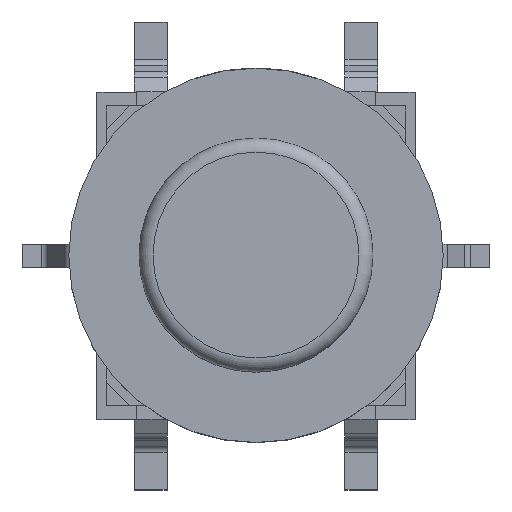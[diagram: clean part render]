
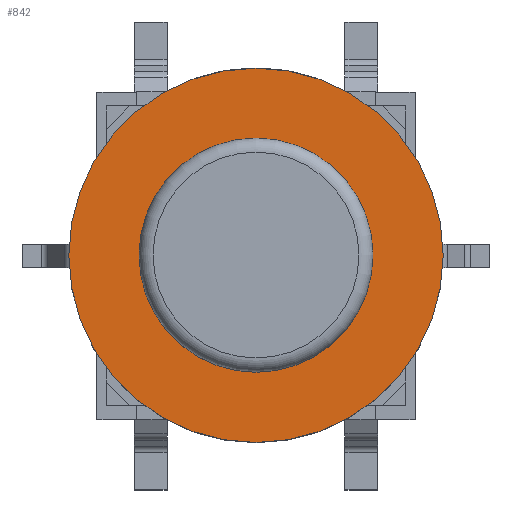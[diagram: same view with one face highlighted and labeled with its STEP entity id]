
A CAD part, top view. The second image highlights one B-rep face of the part: STEP entity #842.
In plain terms, the highlighted planar face has unit normal (0, 0, 1).
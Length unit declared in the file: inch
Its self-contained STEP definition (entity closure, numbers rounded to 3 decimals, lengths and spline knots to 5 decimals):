
#415=CARTESIAN_POINT('',(0.,0.09843,0.2874));
#416=VERTEX_POINT('',#415);
#417=CARTESIAN_POINT('',(0.,0.,0.2874));
#418=DIRECTION('',(0.0,0.0,1.0));
#419=DIRECTION('',(0.0,1.0,0.0));
#420=AXIS2_PLACEMENT_3D('',#417,#418,#419);
#421=CIRCLE('',#420,0.09843);
#422=EDGE_CURVE('',#416,#416,#421,.T.);
#804=CARTESIAN_POINT('',(0.,0.15748,0.2874));
#805=VERTEX_POINT('',#804);
#806=CARTESIAN_POINT('',(0.,0.,0.2874));
#807=DIRECTION('',(0.0,0.0,1.0));
#808=DIRECTION('',(0.0,1.0,0.0));
#809=AXIS2_PLACEMENT_3D('',#806,#807,#808);
#810=CIRCLE('',#809,0.15748);
#811=EDGE_CURVE('',#805,#805,#810,.T.);
#831=CARTESIAN_POINT('',(0.17323,0.17323,0.2874));
#832=DIRECTION('',(0.0,0.0,1.0));
#833=DIRECTION('',(1.0,0.0,0.0));
#834=AXIS2_PLACEMENT_3D('',#831,#832,#833);
#835=PLANE('',#834);
#836=ORIENTED_EDGE('',*,*,#811,.T.);
#837=EDGE_LOOP('',(#836));
#838=FACE_OUTER_BOUND('',#837,.T.);
#839=ORIENTED_EDGE('',*,*,#422,.F.);
#840=EDGE_LOOP('',(#839));
#841=FACE_BOUND('',#840,.T.);
#842=ADVANCED_FACE('',(#838,#841),#835,.T.);
